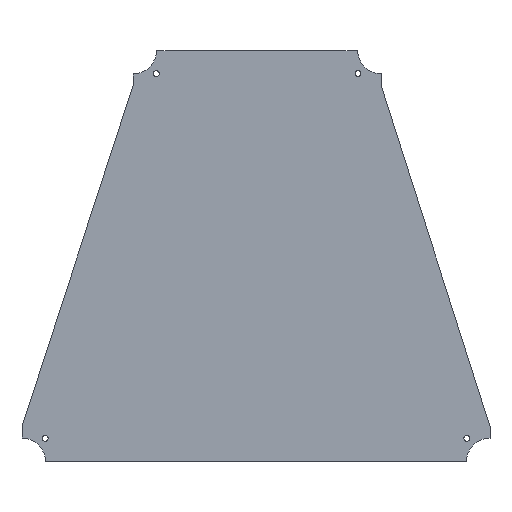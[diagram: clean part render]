
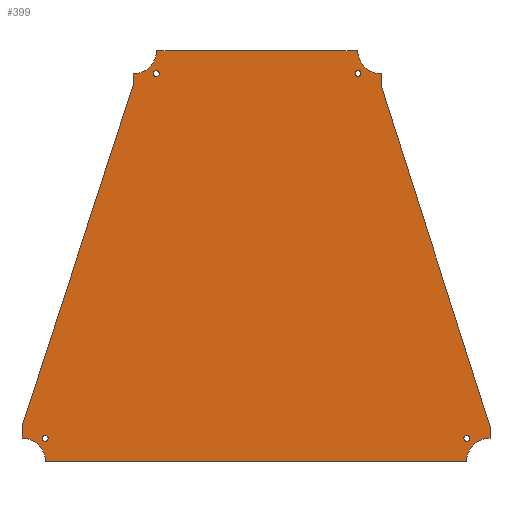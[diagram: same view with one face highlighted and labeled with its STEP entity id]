
A CAD part, top view. The second image highlights one B-rep face of the part: STEP entity #399.
In plain terms, the highlighted planar face has unit normal (0, 0, 1).
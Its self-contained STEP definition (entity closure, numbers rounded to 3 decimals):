
#15=FACE_BOUND('',#74,.T.);
#16=FACE_BOUND('',#75,.T.);
#17=FACE_BOUND('',#76,.T.);
#18=FACE_BOUND('',#77,.T.);
#33=PLANE('',#449);
#53=FACE_OUTER_BOUND('',#73,.T.);
#73=EDGE_LOOP('',(#337,#338,#339,#340,#341,#342,#343,#344,#345,#346,#347,
#348,#349,#350));
#74=EDGE_LOOP('',(#351));
#75=EDGE_LOOP('',(#352));
#76=EDGE_LOOP('',(#353));
#77=EDGE_LOOP('',(#354));
#90=LINE('',#601,#128);
#93=LINE('',#607,#131);
#96=LINE('',#613,#134);
#100=LINE('',#625,#138);
#103=LINE('',#631,#141);
#106=LINE('',#637,#144);
#110=LINE('',#649,#148);
#113=LINE('',#655,#151);
#116=LINE('',#661,#154);
#120=LINE('',#671,#158);
#128=VECTOR('',#492,10.);
#131=VECTOR('',#497,10.);
#134=VECTOR('',#502,10.);
#138=VECTOR('',#514,10.);
#141=VECTOR('',#519,10.);
#144=VECTOR('',#524,10.);
#148=VECTOR('',#536,10.);
#151=VECTOR('',#541,10.);
#154=VECTOR('',#546,10.);
#158=VECTOR('',#558,10.);
#159=CIRCLE('',#416,1.6);
#161=CIRCLE('',#419,1.6);
#163=CIRCLE('',#422,1.6);
#165=CIRCLE('',#425,1.6);
#168=CIRCLE('',#429,12.65);
#170=CIRCLE('',#435,12.65);
#172=CIRCLE('',#441,12.65);
#174=CIRCLE('',#447,12.65);
#175=VERTEX_POINT('',#565);
#177=VERTEX_POINT('',#571);
#179=VERTEX_POINT('',#577);
#181=VERTEX_POINT('',#583);
#185=VERTEX_POINT('',#592);
#186=VERTEX_POINT('',#594);
#188=VERTEX_POINT('',#600);
#190=VERTEX_POINT('',#606);
#192=VERTEX_POINT('',#612);
#194=VERTEX_POINT('',#618);
#196=VERTEX_POINT('',#624);
#198=VERTEX_POINT('',#630);
#200=VERTEX_POINT('',#636);
#202=VERTEX_POINT('',#642);
#204=VERTEX_POINT('',#648);
#206=VERTEX_POINT('',#654);
#208=VERTEX_POINT('',#660);
#210=VERTEX_POINT('',#666);
#211=EDGE_CURVE('',#175,#175,#159,.T.);
#214=EDGE_CURVE('',#177,#177,#161,.T.);
#217=EDGE_CURVE('',#179,#179,#163,.T.);
#220=EDGE_CURVE('',#181,#181,#165,.T.);
#225=EDGE_CURVE('',#186,#185,#168,.T.);
#228=EDGE_CURVE('',#188,#186,#90,.T.);
#231=EDGE_CURVE('',#190,#188,#93,.T.);
#234=EDGE_CURVE('',#192,#190,#96,.T.);
#237=EDGE_CURVE('',#194,#192,#170,.T.);
#240=EDGE_CURVE('',#196,#194,#100,.T.);
#243=EDGE_CURVE('',#198,#196,#103,.T.);
#246=EDGE_CURVE('',#200,#198,#106,.T.);
#249=EDGE_CURVE('',#202,#200,#172,.T.);
#252=EDGE_CURVE('',#204,#202,#110,.T.);
#255=EDGE_CURVE('',#206,#204,#113,.T.);
#258=EDGE_CURVE('',#208,#206,#116,.T.);
#261=EDGE_CURVE('',#210,#208,#174,.T.);
#264=EDGE_CURVE('',#185,#210,#120,.T.);
#337=ORIENTED_EDGE('',*,*,#264,.T.);
#338=ORIENTED_EDGE('',*,*,#261,.T.);
#339=ORIENTED_EDGE('',*,*,#258,.T.);
#340=ORIENTED_EDGE('',*,*,#255,.T.);
#341=ORIENTED_EDGE('',*,*,#252,.T.);
#342=ORIENTED_EDGE('',*,*,#249,.T.);
#343=ORIENTED_EDGE('',*,*,#246,.T.);
#344=ORIENTED_EDGE('',*,*,#243,.T.);
#345=ORIENTED_EDGE('',*,*,#240,.T.);
#346=ORIENTED_EDGE('',*,*,#237,.T.);
#347=ORIENTED_EDGE('',*,*,#234,.T.);
#348=ORIENTED_EDGE('',*,*,#231,.T.);
#349=ORIENTED_EDGE('',*,*,#228,.T.);
#350=ORIENTED_EDGE('',*,*,#225,.T.);
#351=ORIENTED_EDGE('',*,*,#220,.T.);
#352=ORIENTED_EDGE('',*,*,#217,.T.);
#353=ORIENTED_EDGE('',*,*,#214,.T.);
#354=ORIENTED_EDGE('',*,*,#211,.T.);
#399=ADVANCED_FACE('',(#53,#15,#16,#17,#18),#33,.T.);
#416=AXIS2_PLACEMENT_3D('',#566,#455,#456);
#419=AXIS2_PLACEMENT_3D('',#572,#462,#463);
#422=AXIS2_PLACEMENT_3D('',#578,#469,#470);
#425=AXIS2_PLACEMENT_3D('',#584,#476,#477);
#429=AXIS2_PLACEMENT_3D('',#595,#486,#487);
#435=AXIS2_PLACEMENT_3D('',#619,#508,#509);
#441=AXIS2_PLACEMENT_3D('',#643,#530,#531);
#447=AXIS2_PLACEMENT_3D('',#667,#552,#553);
#449=AXIS2_PLACEMENT_3D('',#672,#559,#560);
#455=DIRECTION('center_axis',(0.,0.,-1.));
#456=DIRECTION('ref_axis',(-1.,0.,0.));
#462=DIRECTION('center_axis',(0.,0.,-1.));
#463=DIRECTION('ref_axis',(-1.,0.,0.));
#469=DIRECTION('center_axis',(0.,0.,-1.));
#470=DIRECTION('ref_axis',(-1.,0.,0.));
#476=DIRECTION('center_axis',(0.,0.,-1.));
#477=DIRECTION('ref_axis',(-1.,0.,0.));
#486=DIRECTION('center_axis',(0.,0.,-1.));
#487=DIRECTION('ref_axis',(1.,0.,0.));
#492=DIRECTION('',(0.,-1.,0.));
#497=DIRECTION('',(-0.31,-0.951,0.));
#502=DIRECTION('',(0.,-1.,0.));
#508=DIRECTION('center_axis',(0.,0.,-1.));
#509=DIRECTION('ref_axis',(0.,-1.,0.));
#514=DIRECTION('',(-1.,0.,0.));
#519=DIRECTION('',(-1.,0.,0.));
#524=DIRECTION('',(-1.,0.,0.));
#530=DIRECTION('center_axis',(0.,0.,-1.));
#531=DIRECTION('ref_axis',(-1.,0.,0.));
#536=DIRECTION('',(0.,1.,0.));
#541=DIRECTION('',(-0.304,0.953,0.));
#546=DIRECTION('',(0.,1.,0.));
#552=DIRECTION('center_axis',(0.,0.,-1.));
#553=DIRECTION('ref_axis',(0.,1.,0.));
#558=DIRECTION('',(1.,0.,0.));
#559=DIRECTION('center_axis',(0.,0.,
1.));
#560=DIRECTION('ref_axis',(-1.,0.,0.));
#565=CARTESIAN_POINT('',(100.411,202.157,610.931));
#566=CARTESIAN_POINT('Origin',(98.811,202.157,610.931));
#571=CARTESIAN_POINT('',(-68.589,5.157,610.931));
#572=CARTESIAN_POINT('Origin',(-70.189,5.157,610.931));
#577=CARTESIAN_POINT('',(159.211,5.157,610.931));
#578=CARTESIAN_POINT('Origin',(157.611,5.157,610.931));
#583=CARTESIAN_POINT('',(-8.589,202.155,610.931));
#584=CARTESIAN_POINT('Origin',(-10.189,202.155,610.931));
#592=CARTESIAN_POINT('',(-70.039,-7.343,610.931));
#594=CARTESIAN_POINT('',(-82.689,5.307,610.931));
#595=CARTESIAN_POINT('Origin',(-82.689,-7.343,610.931));
#600=CARTESIAN_POINT('',(-82.689,11.657,610.931));
#601=CARTESIAN_POINT('',(-82.689,11.657,610.931));
#606=CARTESIAN_POINT('',(-22.689,195.655,610.931));
#607=CARTESIAN_POINT('',(-22.689,195.655,610.931));
#612=CARTESIAN_POINT('',(-22.689,202.005,610.931));
#613=CARTESIAN_POINT('',(-22.689,203.005,610.931));
#618=CARTESIAN_POINT('',(-10.039,214.655,610.931));
#619=CARTESIAN_POINT('Origin',(-22.689,214.655,610.931));
#624=CARTESIAN_POINT('',(-3.689,214.655,610.931));
#625=CARTESIAN_POINT('',(-3.689,214.655,610.931));
#630=CARTESIAN_POINT('',(92.311,214.657,610.931));
#631=CARTESIAN_POINT('',(92.311,214.657,610.931));
#636=CARTESIAN_POINT('',(98.661,214.657,610.931));
#637=CARTESIAN_POINT('',(99.661,214.657,610.931));
#642=CARTESIAN_POINT('',(111.311,202.007,610.931));
#643=CARTESIAN_POINT('Origin',(111.311,214.657,610.931));
#648=CARTESIAN_POINT('',(111.311,195.657,610.931));
#649=CARTESIAN_POINT('',(111.311,195.657,610.931));
#654=CARTESIAN_POINT('',(170.111,11.657,610.931));
#655=CARTESIAN_POINT('',(170.111,11.657,610.931));
#660=CARTESIAN_POINT('',(170.111,5.307,610.931));
#661=CARTESIAN_POINT('',(170.111,4.307,610.931));
#666=CARTESIAN_POINT('',(157.461,-7.343,610.931));
#667=CARTESIAN_POINT('Origin',(170.111,-7.343,610.931));
#671=CARTESIAN_POINT('',(-63.689,-7.343,610.931));
#672=CARTESIAN_POINT('Origin',(43.711,103.657,610.931));
